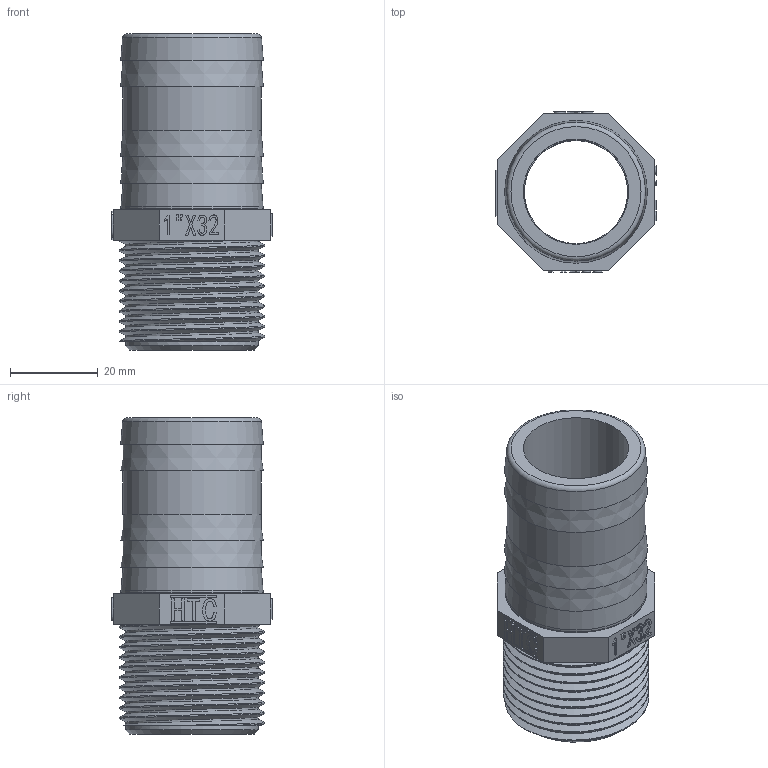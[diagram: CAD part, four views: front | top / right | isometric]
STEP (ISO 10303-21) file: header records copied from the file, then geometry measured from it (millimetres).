
FILE_DESCRIPTION(/* description */ (''),/* implementation_level */ '2;1');
FILE_NAME(/* name */ '1X32软接外螺纹.stp',/* time_stamp */ '2023-12-29T09:28:49+08:00',/* author */ (''),/* organization */ (''),/* preprocessor_version */ 'ST-DEVELOPER v16',/* originating_system */ 'SIEMENS PLM Software NX 10.0',/* authorisation */ '');
FILE_SCHEMA (('AUTOMOTIVE_DESIGN { 1 0 10303 214 3 1 1 1 }'));
Length unit declared in the file: millimetre
Products named in the file (1): gelv0C8877FEej8j
Bounding box: 36.6 x 36.6 x 72.05 mm (x, y, z)
Volume: 26810.7 mm3; surface area: 15949.3 mm2
Topology: 1 solids, 1 shells, 239 faces, 630 edges, 421 vertices
Faces by surface type: plane 137, extrusion 76, cylinder 15, cone 7, torus 2, bspline 2
Full cylindrical faces by diameter (mm): 23.531 x1, 24 x1, 30.291 x10, 31.5 x1
Entity records: 10262 total; most frequent: CARTESIAN_POINT 5364, ORIENTED_EDGE 1156, DIRECTION 628, EDGE_CURVE 578, B_SPLINE_CURVE_WITH_KNOTS 430, VERTEX_POINT 392, VECTOR 276, EDGE_LOOP 272
